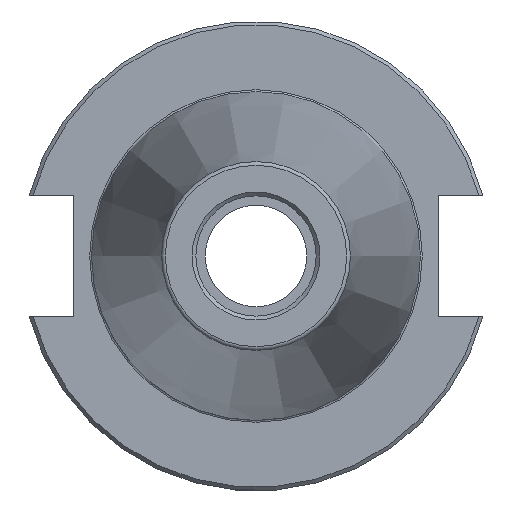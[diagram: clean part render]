
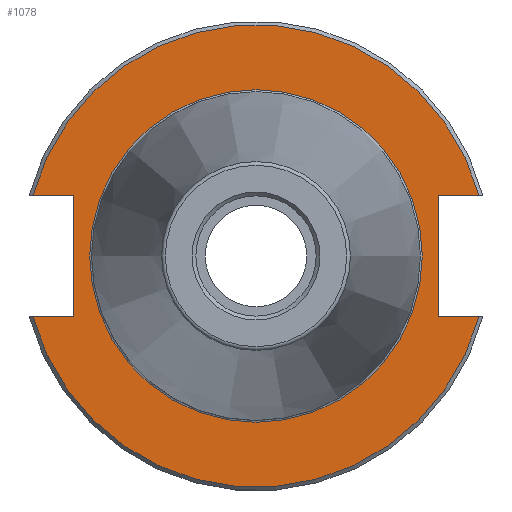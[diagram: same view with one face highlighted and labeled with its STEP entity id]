
A CAD part, left-side view. The second image highlights one B-rep face of the part: STEP entity #1078.
In plain terms, the highlighted planar face has unit normal (-1, 0, 0).
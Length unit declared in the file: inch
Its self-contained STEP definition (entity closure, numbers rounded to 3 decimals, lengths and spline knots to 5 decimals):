
#13 = DIRECTION ( 'NONE',  ( -1., 0., 0. ) ) ;
#33 = CARTESIAN_POINT ( 'NONE',  ( 0.125, 0.875, 0.3225 ) ) ;
#40 = CARTESIAN_POINT ( 'NONE',  ( 0.125, 0.875, 0.3225 ) ) ;
#69 = VERTEX_POINT ( 'NONE', #1110 ) ;
#82 = ORIENTED_EDGE ( 'NONE', *, *, #1036, .F. ) ;
#91 = ORIENTED_EDGE ( 'NONE', *, *, #246, .T. ) ;
#112 = CARTESIAN_POINT ( 'NONE',  ( 0.125, 0., 0. ) ) ;
#149 = DIRECTION ( 'NONE',  ( 0., 1., 0. ) ) ;
#153 = CARTESIAN_POINT ( 'NONE',  ( 0.125, 0.97, 0. ) ) ;
#201 = VECTOR ( 'NONE', #392, 39.37008 ) ;
#208 = VERTEX_POINT ( 'NONE', #1222 ) ;
#236 = EDGE_LOOP ( 'NONE', ( #542 ) ) ;
#243 = ORIENTED_EDGE ( 'NONE', *, *, #861, .T. ) ;
#246 = EDGE_CURVE ( 'NONE', #654, #423, #682, .T. ) ;
#258 = DIRECTION ( 'NONE',  ( 0., 1., 0. ) ) ;
#260 = DIRECTION ( 'NONE',  ( 1., 0., 0. ) ) ;
#286 = CARTESIAN_POINT ( 'NONE',  ( 0.125, 1.18697, -0.3225 ) ) ;
#300 = VERTEX_POINT ( 'NONE', #506 ) ;
#307 = VERTEX_POINT ( 'NONE', #286 ) ;
#322 = EDGE_CURVE ( 'NONE', #208, #423, #610, .T. ) ;
#326 = CARTESIAN_POINT ( 'NONE',  ( 0.125, -1.18697, -0.3225 ) ) ;
#334 = EDGE_CURVE ( 'NONE', #69, #654, #1191, .T. ) ;
#360 = LINE ( 'NONE', #811, #414 ) ;
#391 = ORIENTED_EDGE ( 'NONE', *, *, #334, .T. ) ;
#392 = DIRECTION ( 'NONE',  ( 0., 1., 0. ) ) ;
#414 = VECTOR ( 'NONE', #581, 39.37008 ) ;
#423 = VERTEX_POINT ( 'NONE', #1278 ) ;
#425 = ORIENTED_EDGE ( 'NONE', *, *, #944, .F. ) ;
#450 = FACE_OUTER_BOUND ( 'NONE', #642, .T. ) ;
#474 = DIRECTION ( 'NONE',  ( 0., 1., 0. ) ) ;
#506 = CARTESIAN_POINT ( 'NONE',  ( 0.125, 0.97, -0.3225 ) ) ;
#542 = ORIENTED_EDGE ( 'NONE', *, *, #1406, .T. ) ;
#581 = DIRECTION ( 'NONE',  ( 0., -1., 0. ) ) ;
#601 = DIRECTION ( 'NONE',  ( 0., 0., 1. ) ) ;
#605 = CIRCLE ( 'NONE', #792, 1.23 ) ;
#610 = LINE ( 'NONE', #33, #201 ) ;
#616 = EDGE_CURVE ( 'NONE', #307, #1284, #605, .T. ) ;
#642 = EDGE_LOOP ( 'NONE', ( #1211, #425, #1054, #1024, #243, #82, #391, #91 ) ) ;
#654 = VERTEX_POINT ( 'NONE', #1375 ) ;
#670 = AXIS2_PLACEMENT_3D ( 'NONE', #695, #260, #1313 ) ;
#682 = CIRCLE ( 'NONE', #1082, 1.23 ) ;
#695 = CARTESIAN_POINT ( 'NONE',  ( 0.125, 0.875, 0. ) ) ;
#698 = DIRECTION ( 'NONE',  ( -1., 0., 0. ) ) ;
#792 = AXIS2_PLACEMENT_3D ( 'NONE', #112, #13, #258 ) ;
#805 = VERTEX_POINT ( 'NONE', #1051 ) ;
#811 = CARTESIAN_POINT ( 'NONE',  ( 0.125, 0.875, -0.3225 ) ) ;
#835 = DIRECTION ( 'NONE',  ( 0., 1., 0. ) ) ;
#861 = EDGE_CURVE ( 'NONE', #1284, #1461, #1055, .T. ) ;
#869 = AXIS2_PLACEMENT_3D ( 'NONE', #1064, #1279, #149 ) ;
#875 = CARTESIAN_POINT ( 'NONE',  ( 0.125, -0.97, 0. ) ) ;
#881 = EDGE_CURVE ( 'NONE', #307, #300, #360, .T. ) ;
#932 = CARTESIAN_POINT ( 'NONE',  ( 0.125, -0.97, -0.3225 ) ) ;
#944 = EDGE_CURVE ( 'NONE', #300, #208, #1186, .T. ) ;
#952 = DIRECTION ( 'NONE',  ( 0., -1., 0. ) ) ;
#1024 = ORIENTED_EDGE ( 'NONE', *, *, #616, .T. ) ;
#1036 = EDGE_CURVE ( 'NONE', #69, #1461, #1483, .T. ) ;
#1038 = DIRECTION ( 'NONE',  ( 0., 0., -1. ) ) ;
#1041 = VECTOR ( 'NONE', #835, 39.37008 ) ;
#1051 = CARTESIAN_POINT ( 'NONE',  ( 0.125, 0.885, 0. ) ) ;
#1054 = ORIENTED_EDGE ( 'NONE', *, *, #881, .F. ) ;
#1055 = LINE ( 'NONE', #1179, #1041 ) ;
#1064 = CARTESIAN_POINT ( 'NONE',  ( 0.125, 0., 0. ) ) ;
#1078 = ADVANCED_FACE ( 'NONE', ( #1247, #450 ), #1369, .F. ) ;
#1082 = AXIS2_PLACEMENT_3D ( 'NONE', #1293, #698, #474 ) ;
#1110 = CARTESIAN_POINT ( 'NONE',  ( 0.125, -0.97, 0.3225 ) ) ;
#1158 = VECTOR ( 'NONE', #952, 39.37008 ) ;
#1179 = CARTESIAN_POINT ( 'NONE',  ( 0.125, 0.875, -0.3225 ) ) ;
#1186 = LINE ( 'NONE', #153, #1444 ) ;
#1191 = LINE ( 'NONE', #40, #1158 ) ;
#1211 = ORIENTED_EDGE ( 'NONE', *, *, #322, .F. ) ;
#1222 = CARTESIAN_POINT ( 'NONE',  ( 0.125, 0.97, 0.3225 ) ) ;
#1239 = VECTOR ( 'NONE', #1038, 39.37008 ) ;
#1247 = FACE_BOUND ( 'NONE', #236, .T. ) ;
#1278 = CARTESIAN_POINT ( 'NONE',  ( 0.125, 1.18697, 0.3225 ) ) ;
#1279 = DIRECTION ( 'NONE',  ( 1., 0., 0. ) ) ;
#1284 = VERTEX_POINT ( 'NONE', #326 ) ;
#1293 = CARTESIAN_POINT ( 'NONE',  ( 0.125, 0., 0. ) ) ;
#1313 = DIRECTION ( 'NONE',  ( 0., 1., 0. ) ) ;
#1369 = PLANE ( 'NONE',  #670 ) ;
#1375 = CARTESIAN_POINT ( 'NONE',  ( 0.125, -1.18697, 0.3225 ) ) ;
#1406 = EDGE_CURVE ( 'NONE', #805, #805, #1408, .T. ) ;
#1408 = CIRCLE ( 'NONE', #869, 0.885 ) ;
#1444 = VECTOR ( 'NONE', #601, 39.37008 ) ;
#1461 = VERTEX_POINT ( 'NONE', #932 ) ;
#1483 = LINE ( 'NONE', #875, #1239 ) ;
